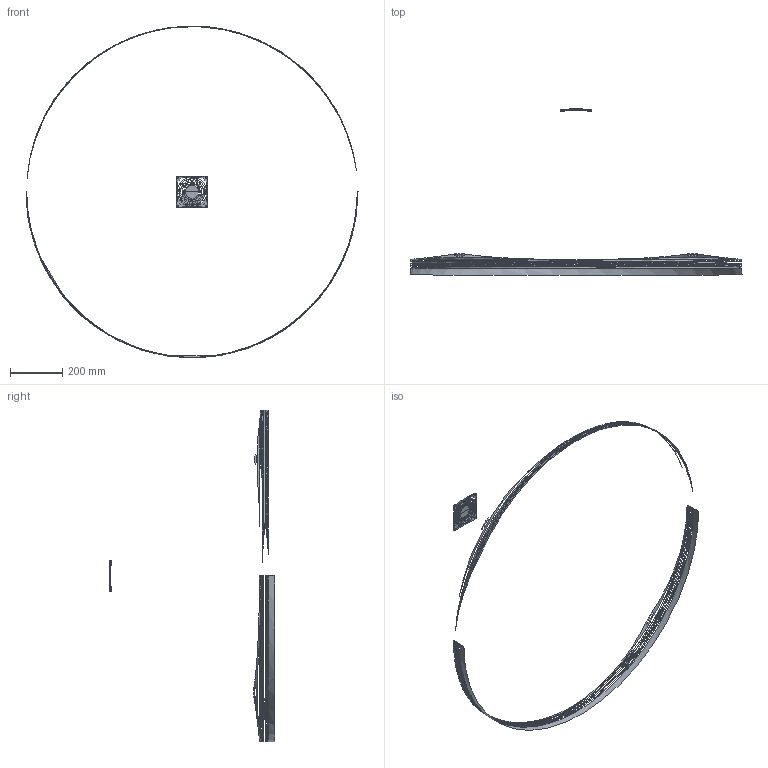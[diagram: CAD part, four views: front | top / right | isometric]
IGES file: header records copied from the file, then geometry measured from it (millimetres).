
Start section: SolidWorks IGES file using analytic representation for surfaces
Global section: file name: SC120_P50.IGS; native system: SolidWorks 2021; preprocessor: SolidWorks 2021; author: DDI; date: 230405.134707; units: millimetre
Bounding box: 1267.17 x 633.59 x 1265.89 mm (x, y, z)
Surface area: 146407 mm2 (no closed solid volume)
Topology: 0 solids, 0 shells, 175 faces, 1587 edges, 1586 vertices
Faces by surface type: revolution 150, bspline 25
